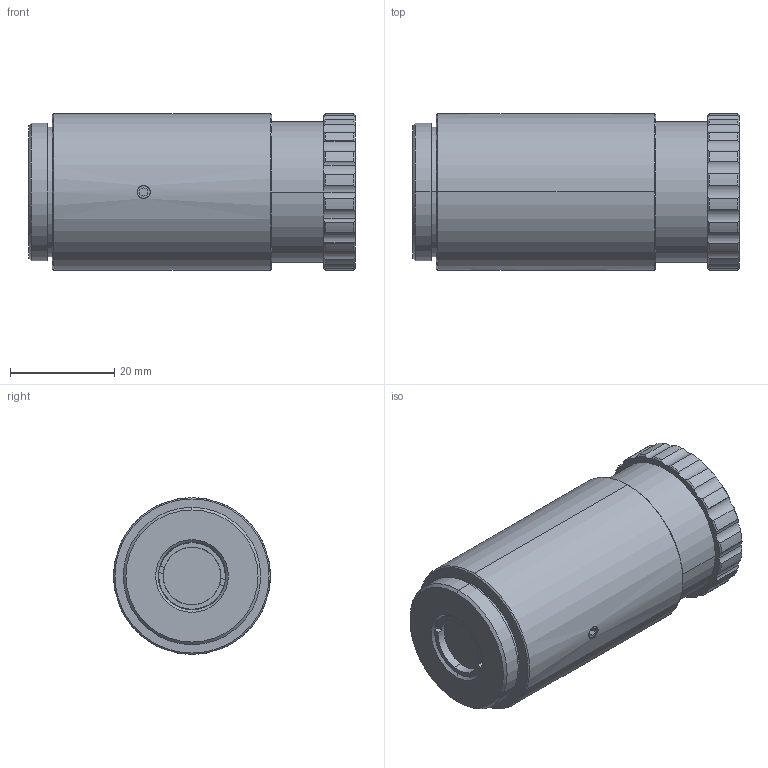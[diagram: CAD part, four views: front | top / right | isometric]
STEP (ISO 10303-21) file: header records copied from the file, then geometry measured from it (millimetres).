
FILE_DESCRIPTION (( 'STEP AP214' ), '1' );
FILE_NAME ('FBE-1.5X-XXXX-XXXX.STEP', '2020-11-03T08:19:49', ( '' ), ( '' ), 'SwSTEP 2.0', 'SolidWorks 2020', '' );
FILE_SCHEMA (( 'AUTOMOTIVE_DESIGN' ));
Length unit declared in the file: millimetre
Products named in the file (1): FBE-1.5X-XXXX-XXXX
Bounding box: 62.5 x 30 x 30 mm (x, y, z)
Volume: 40535 mm3; surface area: 7845.1 mm2
Topology: 1 solids, 1 shells, 173 faces, 469 edges, 308 vertices
Faces by surface type: cone 67, cylinder 65, plane 39, sphere 2
Entity records: 7627 total; most frequent: CARTESIAN_POINT 1315, ORIENTED_EDGE 938, DIRECTION 932, EDGE_CURVE 469, AXIS2_PLACEMENT_3D 389, VERTEX_POINT 308, CIRCLE 215, EDGE_LOOP 183
